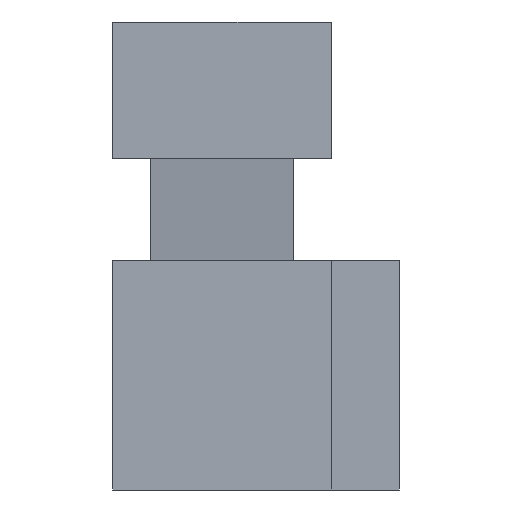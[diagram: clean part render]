
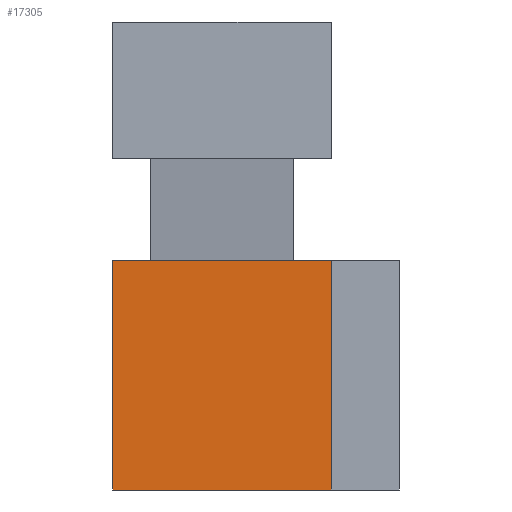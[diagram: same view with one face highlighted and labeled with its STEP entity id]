
A CAD part, left-side view. The second image highlights one B-rep face of the part: STEP entity #17305.
In plain terms, the highlighted planar face has unit normal (-1, 0, 0).
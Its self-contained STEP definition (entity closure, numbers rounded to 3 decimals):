
#2993=ORIENTED_EDGE('',*,*,#5941,.T.);
#2994=ORIENTED_EDGE('',*,*,#7004,.F.);
#2995=ORIENTED_EDGE('',*,*,#5809,.F.);
#2996=ORIENTED_EDGE('',*,*,#7003,.T.);
#5809=EDGE_CURVE('',#8329,#8330,#9959,.T.);
#5941=EDGE_CURVE('',#8462,#8461,#10091,.T.);
#7003=EDGE_CURVE('',#8329,#8462,#11153,.T.);
#7004=EDGE_CURVE('',#8330,#8461,#11154,.T.);
#8329=VERTEX_POINT('',#23918);
#8330=VERTEX_POINT('',#23920);
#8461=VERTEX_POINT('',#24183);
#8462=VERTEX_POINT('',#24185);
#9959=LINE('',#23919,#12115);
#10091=LINE('',#24184,#12247);
#11153=LINE('',#26306,#13309);
#11154=LINE('',#26308,#13310);
#12115=VECTOR('',#19134,1000.);
#12247=VECTOR('',#19268,1000.);
#13309=VECTOR('',#21252,1000.);
#13310=VECTOR('',#21255,1000.);
#14670=EDGE_LOOP('',(#2993,#2994,#2995,#2996));
#15646=FACE_BOUND('',#14670,.T.);
#16558=PLANE('',#18215);
#17305=ADVANCED_FACE('',(#15646),#16558,.F.);
#18215=AXIS2_PLACEMENT_3D('',#26307,#21253,#21254);
#19134=DIRECTION('',(0.,-1.,0.));
#19268=DIRECTION('',(0.,-1.,0.));
#21252=DIRECTION('',(0.,0.,-1.));
#21253=DIRECTION('',(1.,0.,0.));
#21254=DIRECTION('',(0.,0.,-1.));
#21255=DIRECTION('',(0.,0.,-1.));
#23918=CARTESIAN_POINT('',(-11.62,1.525,1.6));
#23919=CARTESIAN_POINT('',(-11.62,1.525,1.6));
#23920=CARTESIAN_POINT('',(-11.62,-1.525,1.6));
#24183=CARTESIAN_POINT('',(-11.62,-1.525,-1.6));
#24184=CARTESIAN_POINT('',(-11.62,1.525,-1.6));
#24185=CARTESIAN_POINT('',(-11.62,1.525,-1.6));
#26306=CARTESIAN_POINT('',(-11.62,1.525,1.6));
#26307=CARTESIAN_POINT('',(-11.62,1.525,1.6));
#26308=CARTESIAN_POINT('',(-11.62,-1.525,1.6));
